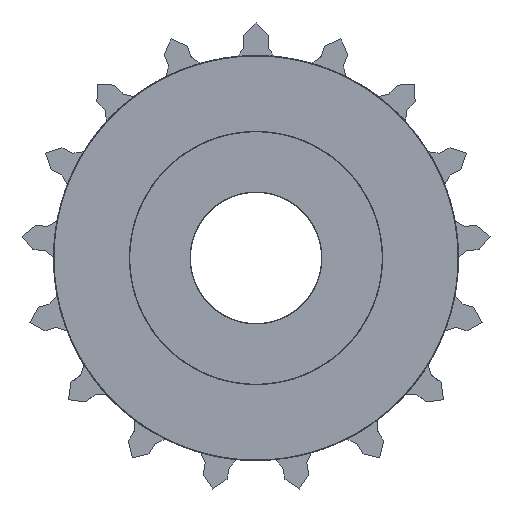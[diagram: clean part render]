
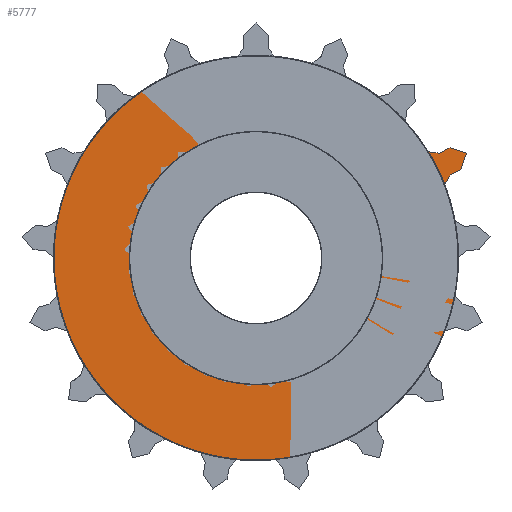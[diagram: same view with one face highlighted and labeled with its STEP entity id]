
A CAD part, front view. The second image highlights one B-rep face of the part: STEP entity #5777.
In plain terms, the highlighted planar face has unit normal (0, -1, 0).
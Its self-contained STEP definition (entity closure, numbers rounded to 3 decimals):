
#56 = DIRECTION ( 'NONE',  ( 0., 1., 0. ) ) ;
#426 = CARTESIAN_POINT ( 'NONE',  ( 0., 40., 0. ) ) ;
#476 = EDGE_CURVE ( 'NONE', #10390, #7521, #12562, .T. ) ;
#478 = EDGE_CURVE ( 'NONE', #5583, #11257, #9526, .T. ) ;
#954 = CARTESIAN_POINT ( 'NONE',  ( -51.537, 40., 85.727 ) ) ;
#988 = ORIENTED_EDGE ( 'NONE', *, *, #10313, .T. ) ;
#1024 = CARTESIAN_POINT ( 'NONE',  ( 72.913, 40., 72.301 ) ) ;
#1077 = VERTEX_POINT ( 'NONE', #2239 ) ;
#1088 = CARTESIAN_POINT ( 'NONE',  ( 68.314, 40., -77.695 ) ) ;
#1313 = VECTOR ( 'NONE', #3962, 1000. ) ;
#1624 = DIRECTION ( 'NONE',  ( 0., 1., 0. ) ) ;
#1860 = ORIENTED_EDGE ( 'NONE', *, *, #9810, .F. ) ;
#2176 = PLANE ( 'NONE',  #11826 ) ;
#2239 = CARTESIAN_POINT ( 'NONE',  ( -55.948, 40., -27.859 ) ) ;
#2389 = CARTESIAN_POINT ( 'NONE',  ( 101.142, 40., 43.66 ) ) ;
#2461 = VERTEX_POINT ( 'NONE', #9748 ) ;
#2555 = ORIENTED_EDGE ( 'NONE', *, *, #11730, .F. ) ;
#2622 = VECTOR ( 'NONE', #10470, 1000. ) ;
#2937 = LINE ( 'NONE', #4139, #11267 ) ;
#3078 = CARTESIAN_POINT ( 'NONE',  ( -48.107, 40., 87.698 ) ) ;
#3215 = CARTESIAN_POINT ( 'NONE',  ( 20.833, 40., -101.338 ) ) ;
#3598 = CARTESIAN_POINT ( 'NONE',  ( 11.662, 40., 101.559 ) ) ;
#3716 = CARTESIAN_POINT ( 'NONE',  ( 103.839, 40., 51.706 ) ) ;
#3720 = AXIS2_PLACEMENT_3D ( 'NONE', #13497, #4952, #9055 ) ;
#3850 = EDGE_CURVE ( 'NONE', #5203, #10390, #6090, .T. ) ;
#3929 = DIRECTION ( 'NONE',  ( -0.991, 0., 0.135 ) ) ;
#3962 = DIRECTION ( 'NONE',  ( 0.895, 0., 0.446 ) ) ;
#4133 = CARTESIAN_POINT ( 'NONE',  ( 86.388, 40., -56.925 ) ) ;
#4139 = CARTESIAN_POINT ( 'NONE',  ( 90.423, 40., 51.728 ) ) ;
#4140 = CARTESIAN_POINT ( 'NONE',  ( 54.065, 40., 87.347 ) ) ;
#4352 = B_SPLINE_CURVE_WITH_KNOTS ( 'NONE', 3,
 ( #11893, #10765, #13795, #4133, #1088, #5388 ),
 .UNSPECIFIED., .F., .F.,
 ( 4, 2, 4 ),
 ( 0.48, 0.55, 0.629 ),
 .UNSPECIFIED. ) ;
#4480 = ORIENTED_EDGE ( 'NONE', *, *, #11777, .F. ) ;
#4655 = CARTESIAN_POINT ( 'NONE',  ( -37.354, 40., 92.79 ) ) ;
#4841 = ORIENTED_EDGE ( 'NONE', *, *, #476, .T. ) ;
#4952 = DIRECTION ( 'NONE',  ( 0., 1., 0. ) ) ;
#4979 = VERTEX_POINT ( 'NONE', #9239 ) ;
#4981 = VECTOR ( 'NONE', #9283, 1000. ) ;
#4991 = ORIENTED_EDGE ( 'NONE', *, *, #3850, .T. ) ;
#5116 = CARTESIAN_POINT ( 'NONE',  ( -6.633, 40., -103.244 ) ) ;
#5188 = CARTESIAN_POINT ( 'NONE',  ( -101.338, 40., -20.833 ) ) ;
#5203 = VERTEX_POINT ( 'NONE', #10650 ) ;
#5323 = CARTESIAN_POINT ( 'NONE',  ( -45.761, 40., 88.925 ) ) ;
#5388 = CARTESIAN_POINT ( 'NONE',  ( 44.574, 40., -89.516 ) ) ;
#5416 = FACE_BOUND ( 'NONE', #10949, .T. ) ;
#5583 = VERTEX_POINT ( 'NONE', #8795 ) ;
#5777 = ADVANCED_FACE ( 'NONE', ( #12967, #5416 ), #2176, .F. ) ;
#5861 = CARTESIAN_POINT ( 'NONE',  ( 95.794, 40., 54.402 ) ) ;
#6036 = EDGE_CURVE ( 'NONE', #1077, #2461, #12491, .T. ) ;
#6090 = LINE ( 'NONE', #10406, #2622 ) ;
#6314 = CARTESIAN_POINT ( 'NONE',  ( 44.574, 40., -89.516 ) ) ;
#6366 = ORIENTED_EDGE ( 'NONE', *, *, #6036, .T. ) ;
#6382 = CARTESIAN_POINT ( 'NONE',  ( -54.877, 40., 83.629 ) ) ;
#6904 = CIRCLE ( 'NONE', #8938, 62.5 ) ;
#6905 = CARTESIAN_POINT ( 'NONE',  ( -44.574, 40., 89.516 ) ) ;
#7240 = CARTESIAN_POINT ( 'NONE',  ( -56.925, 40., -86.388 ) ) ;
#7310 = ORIENTED_EDGE ( 'NONE', *, *, #7312, .T. ) ;
#7312 = EDGE_CURVE ( 'NONE', #2461, #1077, #6904, .T. ) ;
#7521 = VERTEX_POINT ( 'NONE', #2389 ) ;
#7592 = CARTESIAN_POINT ( 'NONE',  ( -44.574, 40., 89.516 ) ) ;
#7779 = VERTEX_POINT ( 'NONE', #12266 ) ;
#8041 = VERTEX_POINT ( 'NONE', #3716 ) ;
#8264 = CARTESIAN_POINT ( 'NONE',  ( 90.423, 40., 51.728 ) ) ;
#8302 = CARTESIAN_POINT ( 'NONE',  ( -88.074, 40., 51.896 ) ) ;
#8795 = CARTESIAN_POINT ( 'NONE',  ( 95.794, 40., 54.402 ) ) ;
#8917 = EDGE_LOOP ( 'NONE', ( #11166, #2555, #4480, #1860, #4991, #4841, #988, #9231, #9136 ) ) ;
#8938 = AXIS2_PLACEMENT_3D ( 'NONE', #426, #1624, #13481 ) ;
#8962 = CARTESIAN_POINT ( 'NONE',  ( -43.387, 40., 90.107 ) ) ;
#9055 = DIRECTION ( 'NONE',  ( 0.895, 0., 0.446 ) ) ;
#9136 = ORIENTED_EDGE ( 'NONE', *, *, #478, .T. ) ;
#9231 = ORIENTED_EDGE ( 'NONE', *, *, #11364, .T. ) ;
#9239 = CARTESIAN_POINT ( 'NONE',  ( 44.574, 40., -89.516 ) ) ;
#9283 = DIRECTION ( 'NONE',  ( 0.318, 0., 0.948 ) ) ;
#9430 = CARTESIAN_POINT ( 'NONE',  ( -74.351, 40., 70.294 ) ) ;
#9526 = LINE ( 'NONE', #8264, #10336 ) ;
#9719 = CARTESIAN_POINT ( 'NONE',  ( 0., 40., 0. ) ) ;
#9748 = CARTESIAN_POINT ( 'NONE',  ( 55.948, 40., 27.859 ) ) ;
#9810 = EDGE_CURVE ( 'NONE', #5203, #4979, #4352, .T. ) ;
#10277 = CARTESIAN_POINT ( 'NONE',  ( 103.839, 40., 51.706 ) ) ;
#10313 = EDGE_CURVE ( 'NONE', #7521, #8041, #11544, .T. ) ;
#10336 = VECTOR ( 'NONE', #12630, 1000. ) ;
#10390 = VERTEX_POINT ( 'NONE', #12873 ) ;
#10406 = CARTESIAN_POINT ( 'NONE',  ( 95.771, 40., 40.986 ) ) ;
#10470 = DIRECTION ( 'NONE',  ( 0.489, 0., 0.872 ) ) ;
#10488 = CARTESIAN_POINT ( 'NONE',  ( 85.142, 40., 52.449 ) ) ;
#10631 = CARTESIAN_POINT ( 'NONE',  ( -77.695, 40., -68.314 ) ) ;
#10650 = CARTESIAN_POINT ( 'NONE',  ( 93.165, 40., 36.337 ) ) ;
#10765 = CARTESIAN_POINT ( 'NONE',  ( 101.638, 40., 14.615 ) ) ;
#10949 = EDGE_LOOP ( 'NONE', ( #6366, #7310 ) ) ;
#11038 = EDGE_CURVE ( 'NONE', #11257, #7779, #2937, .T. ) ;
#11166 = ORIENTED_EDGE ( 'NONE', *, *, #11038, .T. ) ;
#11223 = CARTESIAN_POINT ( 'NONE',  ( -40.994, 40., 91.24 ) ) ;
#11241 = LINE ( 'NONE', #5861, #13524 ) ;
#11257 = VERTEX_POINT ( 'NONE', #13717 ) ;
#11267 = VECTOR ( 'NONE', #3929, 1000. ) ;
#11364 = EDGE_CURVE ( 'NONE', #8041, #5583, #11241, .T. ) ;
#11544 = LINE ( 'NONE', #10277, #4981 ) ;
#11730 = EDGE_CURVE ( 'NONE', #11953, #7779, #13642, .T. ) ;
#11777 = EDGE_CURVE ( 'NONE', #4979, #11953, #13316, .T. ) ;
#11826 = AXIS2_PLACEMENT_3D ( 'NONE', #9719, #56, #13039 ) ;
#11893 = CARTESIAN_POINT ( 'NONE',  ( 93.165, 40., 36.337 ) ) ;
#11953 = VERTEX_POINT ( 'NONE', #7592 ) ;
#12266 = CARTESIAN_POINT ( 'NONE',  ( 85.142, 40., 52.449 ) ) ;
#12491 = CIRCLE ( 'NONE', #3720, 62.5 ) ;
#12562 = LINE ( 'NONE', #13556, #1313 ) ;
#12630 = DIRECTION ( 'NONE',  ( -0.895, 0., -0.446 ) ) ;
#12737 = CARTESIAN_POINT ( 'NONE',  ( -103.244, 40., 6.633 ) ) ;
#12873 = CARTESIAN_POINT ( 'NONE',  ( 95.771, 40., 40.986 ) ) ;
#12967 = FACE_OUTER_BOUND ( 'NONE', #8917, .T. ) ;
#13039 = DIRECTION ( 'NONE',  ( 0.895, 0., 0.446 ) ) ;
#13125 = CARTESIAN_POINT ( 'NONE',  ( -11.29, 40., 101.695 ) ) ;
#13264 = CARTESIAN_POINT ( 'NONE',  ( -33.667, 40., 94.19 ) ) ;
#13316 = B_SPLINE_CURVE_WITH_KNOTS ( 'NONE', 3,
 ( #6314, #3215, #5116, #7240, #10631, #5188, #12737, #8302, #9430, #6382, #954, #3078, #5323, #13735 ),
 .UNSPECIFIED., .F., .F.,
 ( 4, 2, 2, 2, 1, 1, 1, 1, 4 ),
 ( 0., 0.079, 0.157, 0.236, 0.299, 0.303, 0.306, 0.31, 0.314 ),
 .UNSPECIFIED. ) ;
#13421 = DIRECTION ( 'NONE',  ( -0.948, 0., 0.318 ) ) ;
#13481 = DIRECTION ( 'NONE',  ( 0.895, 0., 0.446 ) ) ;
#13497 = CARTESIAN_POINT ( 'NONE',  ( 0., 40., 0. ) ) ;
#13524 = VECTOR ( 'NONE', #13421, 1000. ) ;
#13556 = CARTESIAN_POINT ( 'NONE',  ( 95.771, 40., 40.986 ) ) ;
#13642 = B_SPLINE_CURVE_WITH_KNOTS ( 'NONE', 3,
 ( #6905, #8962, #11223, #4655, #13264, #13125, #3598, #4140, #1024, #10488 ),
 .UNSPECIFIED., .F., .F.,
 ( 4, 1, 1, 1, 1, 2, 4 ),
 ( 0.314, 0.318, 0.322, 0.326, 0.33, 0.393, 0.462 ),
 .UNSPECIFIED. ) ;
#13717 = CARTESIAN_POINT ( 'NONE',  ( 90.423, 40., 51.728 ) ) ;
#13735 = CARTESIAN_POINT ( 'NONE',  ( -44.574, 40., 89.516 ) ) ;
#13795 = CARTESIAN_POINT ( 'NONE',  ( 102.285, 40., -9.493 ) ) ;
